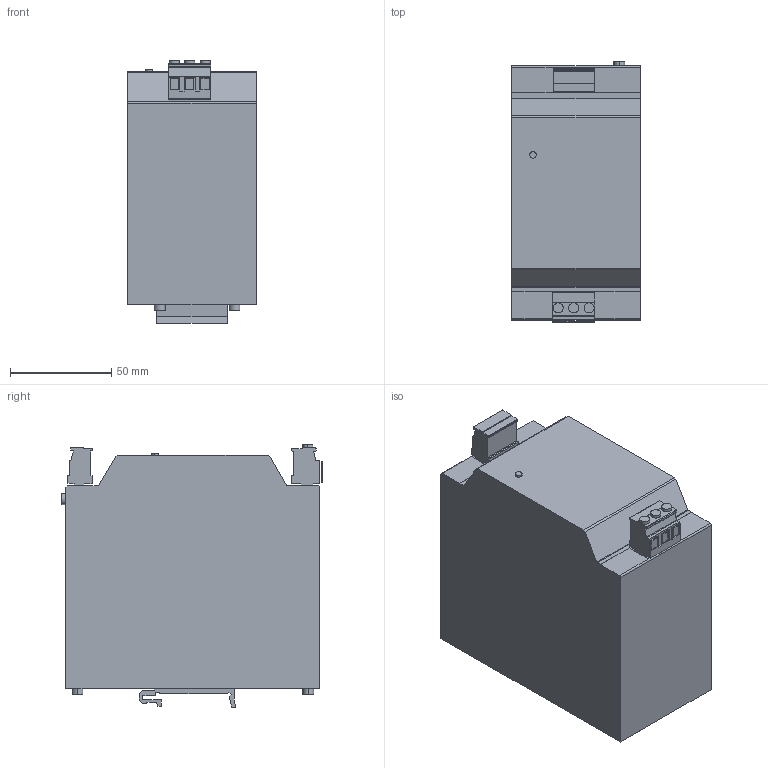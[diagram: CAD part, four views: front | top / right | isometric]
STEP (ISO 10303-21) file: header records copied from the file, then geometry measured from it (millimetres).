
FILE_DESCRIPTION (( 'STEP AP203' ), '1' );
FILE_NAME ('DRS-270-56.STEP', '2022-09-27T09:46:20', ( '' ), ( '' ), 'SwSTEP 2.0', 'SolidWorks 2021', '' );
FILE_SCHEMA (( 'CONFIG_CONTROL_DESIGN' ));
Length unit declared in the file: millimetre
Products named in the file (1): DRS-270-56
Bounding box: 63.5 x 128.52 x 129.5 mm (x, y, z)
Volume: 893797.5 mm3; surface area: 63721.1 mm2
Topology: 2 solids, 2 shells, 191 faces, 525 edges, 349 vertices
Faces by surface type: plane 153, cylinder 38
Entity records: 6103 total; most frequent: CARTESIAN_POINT 1066, ORIENTED_EDGE 1050, DIRECTION 990, EDGE_CURVE 525, VECTOR 444, LINE 444, VERTEX_POINT 349, AXIS2_PLACEMENT_3D 273
